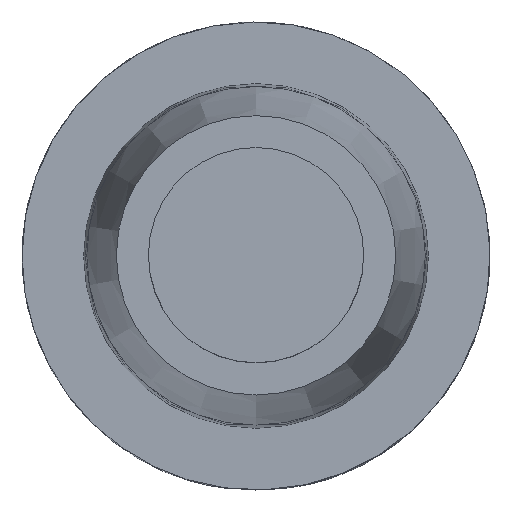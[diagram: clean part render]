
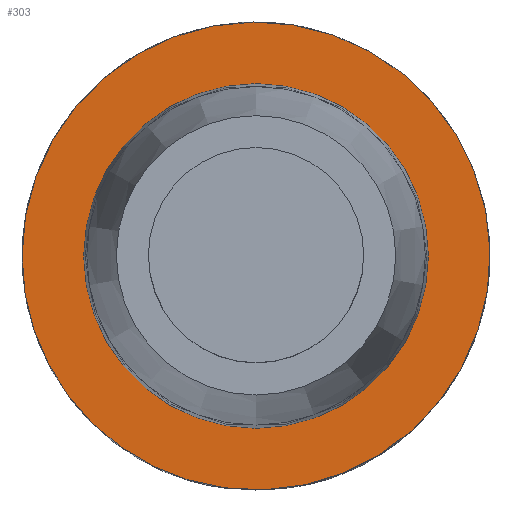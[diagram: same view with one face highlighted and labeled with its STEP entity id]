
A CAD part, top view. The second image highlights one B-rep face of the part: STEP entity #303.
In plain terms, the highlighted planar face has unit normal (0, 0, 1).
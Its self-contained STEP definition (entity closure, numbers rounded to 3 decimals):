
#283=FACE_BOUND('',#462,.T.);
#284=FACE_BOUND('',#463,.T.);
#303=ADVANCED_FACE('',(#283,#284),#362,.F.);
#362=PLANE('',#1150);
#462=EDGE_LOOP('',(#553));
#463=EDGE_LOOP('',(#554));
#553=ORIENTED_EDGE('',*,*,#933,.T.);
#554=ORIENTED_EDGE('',*,*,#954,.F.);
#831=VERTEX_POINT('',#1488);
#852=VERTEX_POINT('',#1537);
#933=EDGE_CURVE('',#831,#831,#1083,.T.);
#954=EDGE_CURVE('',#852,#852,#1086,.T.);
#1083=CIRCLE('',#1137,10.);
#1086=CIRCLE('',#1149,7.365);
#1137=AXIS2_PLACEMENT_3D('',#1487,#1234,#1235);
#1149=AXIS2_PLACEMENT_3D('',#1536,#1266,#1267);
#1150=AXIS2_PLACEMENT_3D('',#1538,#1268,#1269);
#1234=DIRECTION('',(0.,0.,1.));
#1235=DIRECTION('',(-1.,0.,0.));
#1266=DIRECTION('',(0.,0.,1.));
#1267=DIRECTION('',(-1.,0.,0.));
#1268=DIRECTION('',(0.,0.,-1.));
#1269=DIRECTION('',(0.,1.,0.));
#1487=CARTESIAN_POINT('',(0.,0.,0.));
#1488=CARTESIAN_POINT('',(-10.,0.,0.));
#1536=CARTESIAN_POINT('',(0.,0.,0.));
#1537=CARTESIAN_POINT('',(-7.365,0.,0.));
#1538=CARTESIAN_POINT('',(0.,9.65,0.));
